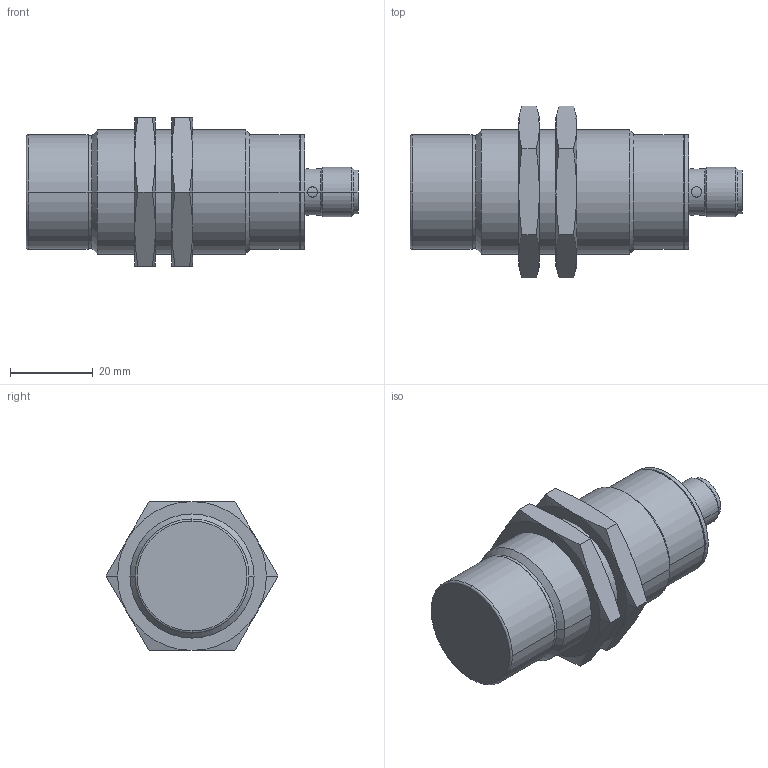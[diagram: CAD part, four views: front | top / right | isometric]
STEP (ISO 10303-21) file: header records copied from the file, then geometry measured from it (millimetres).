
FILE_DESCRIPTION (( 'STEP AP214' ), '1' );
FILE_NAME ('GI701S.STEP', '2025-02-21T11:41:47', ( '' ), ( '' ), 'SwSTEP 2.0', 'SolidWorks 2024', '' );
FILE_SCHEMA (( 'AUTOMOTIVE_DESIGN' ));
Length unit declared in the file: millimetre
Products named in the file (1): GI701S
Bounding box: 80.3 x 41.57 x 36 mm (x, y, z)
Volume: 50002.4 mm3; surface area: 12020.9 mm2
Topology: 3 solids, 3 shells, 120 faces, 262 edges, 156 vertices
Faces by surface type: cone 52, cylinder 37, plane 27, torus 4
Entity records: 3817 total; most frequent: CARTESIAN_POINT 1259, DIRECTION 536, ORIENTED_EDGE 524, EDGE_CURVE 262, AXIS2_PLACEMENT_3D 227, VERTEX_POINT 156, EDGE_LOOP 132, ADVANCED_FACE 120
